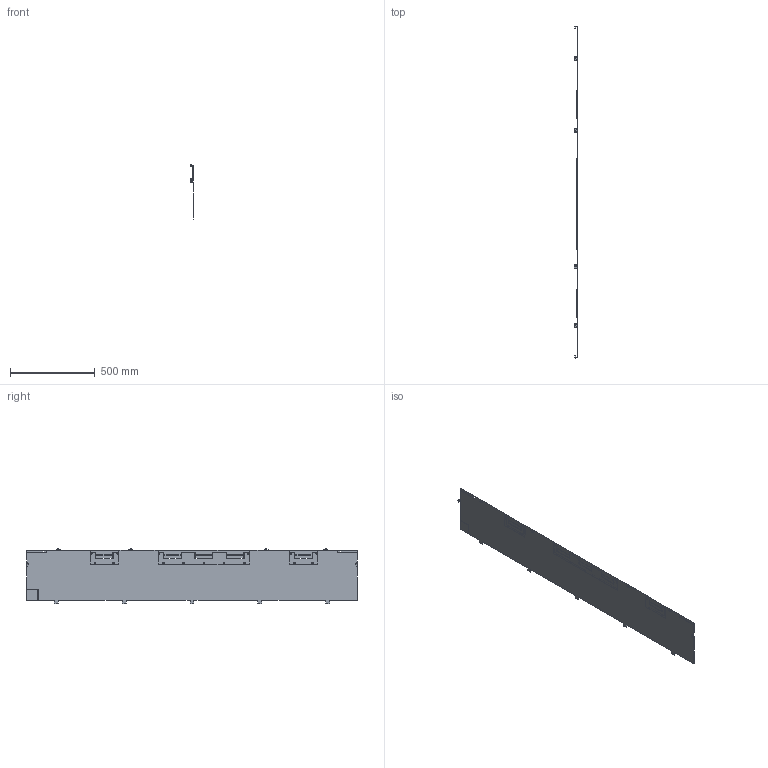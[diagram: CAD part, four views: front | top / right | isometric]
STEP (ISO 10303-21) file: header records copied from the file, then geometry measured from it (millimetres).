
FILE_DESCRIPTION(('STEP AP214'),'1');
FILE_NAME('cctmp_F3CA3F77-2043-429E-9E32-C81853A5A9C0_2024_11_20_13_28_09_0842..stp','2024-11-20T12:28:10',('SIEMENS A&D'),('CADClick - www.CADClick.com'),'Spatial InterOp 3D',' ','unknown authorization');
FILE_SCHEMA(('AUTOMOTIVE_DESIGN'));
Length unit declared in the file: millimetre
Products named in the file (1): 2024_11_20_13_28_09_0817
Bounding box: 21 x 1958.2 x 325 mm (x, y, z)
Volume: 662954.9 mm3; surface area: 1198860.1 mm2
Topology: 1 solids, 1 shells, 522 faces, 1330 edges, 860 vertices
Faces by surface type: plane 320, cylinder 148, torus 30, cone 24
Entity records: 20036 total; most frequent: DIRECTION 2758, CARTESIAN_POINT 2713, ORIENTED_EDGE 2660, EDGE_CURVE 1330, LINE 948, VECTOR 948, AXIS2_PLACEMENT_3D 905, VERTEX_POINT 860
